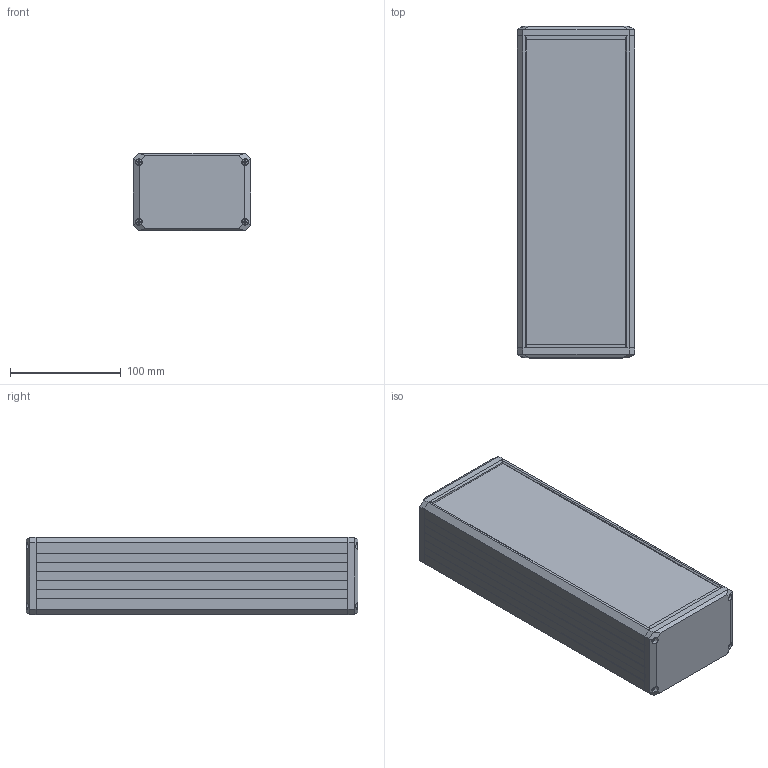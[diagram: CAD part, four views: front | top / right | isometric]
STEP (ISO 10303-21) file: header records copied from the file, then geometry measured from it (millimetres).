
FILE_DESCRIPTION(/* description */ (''),/* implementation_level */ '2;1');
FILE_NAME(/* name */ '1501102400 - DB 5300.stp',/* time_stamp */ '2019-09-11T15:00:28+02:00',/* author */ ('alexander.rose'),/* organization */ (''),/* preprocessor_version */ 'ST-DEVELOPER v17',/* originating_system */ 'Autodesk Inventor 2019',/* authorisation */ '');
FILE_SCHEMA (('AUTOMOTIVE_DESIGN { 1 0 10303 214 3 1 1 }'));
Length unit declared in the file: millimetre
Products named in the file (7): 1501102400 - DB 5300; Profil DB 5 106x70 _ konfigurierbar; Frontplatte DB 5 _ konfigurierbar; 1520100603-Kappe DB 5; WUERTH 013729 13 self-tapping screw  DIN 7983 ST2.9x13-C-H VORDEF A2S
 ST; 1520100603-Kappe DB 5_MIR; 1990000000 - C2,9 x 13 (DIN 7983)_MIR3
Assembly tree (12 placements, depth 2):
  1501102400 - DB 5300
    Profil DB 5 106x70 _ konfigurierbar
    Frontplatte DB 5 _ konfigurierbar
    1520100603-Kappe DB 5
    WUERTH 013729 13 self-tapping screw  DIN 7983 ST2.9x13-C-H VORDEF A2S
 ST  x4
    1520100603-Kappe DB 5_MIR
    1990000000 - C2,9 x 13 (DIN 7983)_MIR3  x4
Bounding box: 106 x 300 x 70 mm (x, y, z)
Volume: 382110.3 mm3; surface area: 297436.2 mm2
Topology: 12 solids, 12 shells, 740 faces, 2162 edges, 1448 vertices
Faces by surface type: plane 570, cone 116, cylinder 38, torus 8, bspline 8
Full cylindrical faces by diameter (mm): 2.9 x8, 5.5 x8
Entity records: 19566 total; most frequent: CARTESIAN_POINT 3669, ORIENTED_EDGE 3348, DIRECTION 3100, EDGE_CURVE 1674, LINE 1302, VECTOR 1302, VERTEX_POINT 1118, AXIS2_PLACEMENT_3D 899
